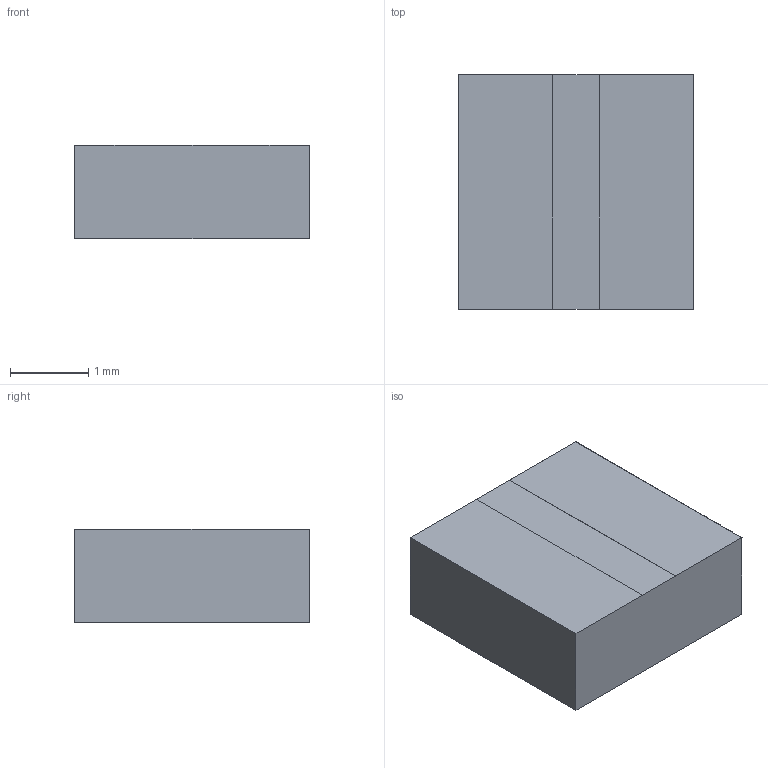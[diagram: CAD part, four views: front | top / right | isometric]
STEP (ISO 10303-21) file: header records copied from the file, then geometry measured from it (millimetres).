
FILE_DESCRIPTION( ( 'Unknown' ), '1' );
FILE_NAME( 'WE-IndPMHI_SSMC-303012-S.stp', 'Unknown', ( 'Unknown' ), ( 'Unknown' ), 'PSStep 14.0', 'Unknown', ' ' );
FILE_SCHEMA( ( 'AUTOMOTIVE_DESIGN { 1 0 10303 214 1 1 1 1 }' ) );
Length unit declared in the file: millimetre
Products named in the file (3): Assem1; body_SSMC_303012; land_pattern_SSMC_303012
Bounding box: 3 x 3 x 1.2 mm (x, y, z)
Surface area: 86.4 mm2
Topology: 5 solids, 5 shells, 200 faces, 510 edges, 340 vertices
Faces by surface type: plane 176, extrusion 24
Entity records: 4131 total; most frequent: CARTESIAN_POINT 1228, ORIENTED_EDGE 496, DIRECTION 296, EDGE_CURVE 248, VERTEX_POINT 166, B_SPLINE_CURVE_WITH_KNOTS 154, VECTOR 118, EDGE_LOOP 108
